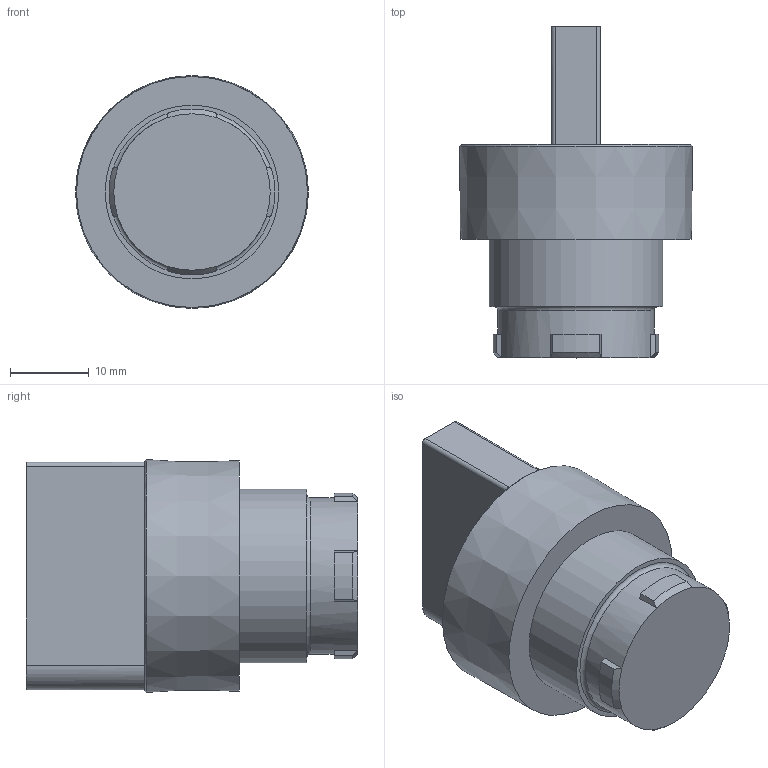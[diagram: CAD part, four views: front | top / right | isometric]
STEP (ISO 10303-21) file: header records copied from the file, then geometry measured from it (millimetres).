
FILE_DESCRIPTION(/* description */ ('STEP AP203'),/* implementation_level */ '2;1');
FILE_NAME(/* name */ 'ECX 1300',/* time_stamp */ '2025-06-10T15:27:08+02:00',/* author */ ('License CC BY-ND 4.0'),/* organization */ ('CADENAS'),/* preprocessor_version */ 'ST-DEVELOPER v19.3',/* originating_system */ 'PARTsolutions',/* authorisation */ ' ');
FILE_SCHEMA (('CONFIG_CONTROL_DESIGN'));
Length unit declared in the file: millimetre
Products named in the file (2): ECX 1300; ECX 1300(button)
Assembly tree (1 placements, depth 2):
  ECX 1300
    ECX 1300(button)
Bounding box: 29.5 x 42 x 29.5 mm (x, y, z)
Volume: 16008.7 mm3; surface area: 4555.6 mm2
Topology: 1 solids, 1 shells, 51 faces, 125 edges, 76 vertices
Faces by surface type: plane 31, cylinder 13, cone 6, torus 1
Full cylindrical faces by diameter (mm): 19.8 x1, 22 x1, 25.48 x1, 26 x1
Entity records: 1845 total; most frequent: DIRECTION 268, CARTESIAN_POINT 263, ORIENTED_EDGE 228, EDGE_CURVE 114, AXIS2_PLACEMENT_3D 109, VERTEX_POINT 72, EDGE_LOOP 62, FACE_BOUND 62
